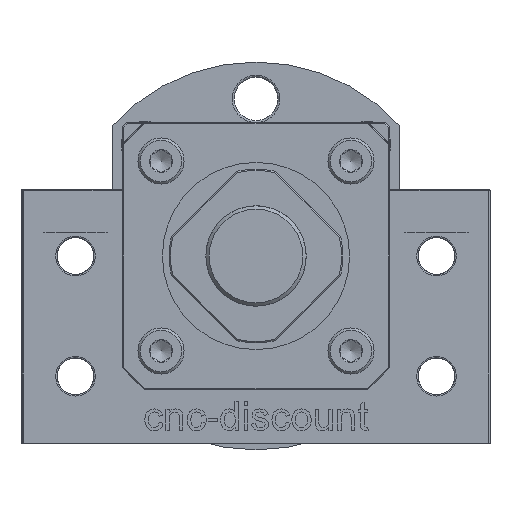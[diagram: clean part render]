
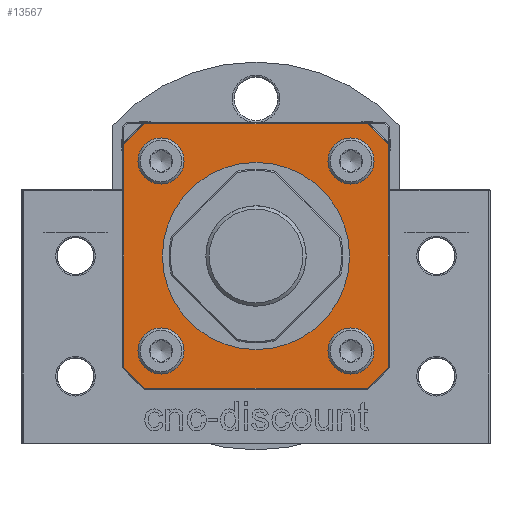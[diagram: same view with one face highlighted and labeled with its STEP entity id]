
A CAD part, front view. The second image highlights one B-rep face of the part: STEP entity #13567.
In plain terms, the highlighted planar face has unit normal (0, -1, 0).
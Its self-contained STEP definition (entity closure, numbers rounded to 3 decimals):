
#2078=LINE('',#27229,#3035);
#2079=LINE('',#27231,#3036);
#2080=LINE('',#27233,#3037);
#2081=LINE('',#27235,#3038);
#2082=LINE('',#27237,#3039);
#2083=LINE('',#27239,#3040);
#2084=LINE('',#27241,#3041);
#2085=LINE('',#27242,#3042);
#3035=VECTOR('',#16603,10.);
#3036=VECTOR('',#16604,10.);
#3037=VECTOR('',#16605,10.);
#3038=VECTOR('',#16606,10.);
#3039=VECTOR('',#16607,10.);
#3040=VECTOR('',#16608,10.);
#3041=VECTOR('',#16609,10.);
#3042=VECTOR('',#16610,10.);
#3308=FACE_BOUND('',#4897,.T.);
#3309=FACE_BOUND('',#4898,.T.);
#3310=FACE_BOUND('',#4899,.T.);
#3311=FACE_BOUND('',#4900,.T.);
#3312=FACE_BOUND('',#4901,.T.);
#4036=FACE_OUTER_BOUND('',#4896,.T.);
#4896=EDGE_LOOP('',(#12352,#12353,#12354,#12355,#12356,#12357,#12358,#12359));
#4897=EDGE_LOOP('',(#12360));
#4898=EDGE_LOOP('',(#12361));
#4899=EDGE_LOOP('',(#12362));
#4900=EDGE_LOOP('',(#12363));
#4901=EDGE_LOOP('',(#12364));
#5174=CIRCLE('',#14259,3.45);
#5175=CIRCLE('',#14261,3.45);
#5176=CIRCLE('',#14263,3.45);
#5177=CIRCLE('',#14265,3.45);
#5179=CIRCLE('',#14269,14.);
#6492=VERTEX_POINT('',#27204);
#6493=VERTEX_POINT('',#27208);
#6494=VERTEX_POINT('',#27212);
#6495=VERTEX_POINT('',#27216);
#6497=VERTEX_POINT('',#27223);
#6498=VERTEX_POINT('',#27227);
#6499=VERTEX_POINT('',#27228);
#6500=VERTEX_POINT('',#27230);
#6501=VERTEX_POINT('',#27232);
#6502=VERTEX_POINT('',#27234);
#6503=VERTEX_POINT('',#27236);
#6504=VERTEX_POINT('',#27238);
#6505=VERTEX_POINT('',#27240);
#8459=EDGE_CURVE('',#6492,#6492,#5174,.T.);
#8461=EDGE_CURVE('',#6493,#6493,#5175,.T.);
#8463=EDGE_CURVE('',#6494,#6494,#5176,.T.);
#8465=EDGE_CURVE('',#6495,#6495,#5177,.T.);
#8467=EDGE_CURVE('',#6497,#6497,#5179,.T.);
#8469=EDGE_CURVE('',#6498,#6499,#2078,.T.);
#8470=EDGE_CURVE('',#6500,#6498,#2079,.T.);
#8471=EDGE_CURVE('',#6501,#6500,#2080,.T.);
#8472=EDGE_CURVE('',#6502,#6501,#2081,.T.);
#8473=EDGE_CURVE('',#6503,#6502,#2082,.T.);
#8474=EDGE_CURVE('',#6504,#6503,#2083,.T.);
#8475=EDGE_CURVE('',#6505,#6504,#2084,.T.);
#8476=EDGE_CURVE('',#6499,#6505,#2085,.T.);
#12352=ORIENTED_EDGE('',*,*,#8469,.F.);
#12353=ORIENTED_EDGE('',*,*,#8470,.F.);
#12354=ORIENTED_EDGE('',*,*,#8471,.F.);
#12355=ORIENTED_EDGE('',*,*,#8472,.F.);
#12356=ORIENTED_EDGE('',*,*,#8473,.F.);
#12357=ORIENTED_EDGE('',*,*,#8474,.F.);
#12358=ORIENTED_EDGE('',*,*,#8475,.F.);
#12359=ORIENTED_EDGE('',*,*,#8476,.F.);
#12360=ORIENTED_EDGE('',*,*,#8465,.F.);
#12361=ORIENTED_EDGE('',*,*,#8463,.F.);
#12362=ORIENTED_EDGE('',*,*,#8461,.F.);
#12363=ORIENTED_EDGE('',*,*,#8459,.F.);
#12364=ORIENTED_EDGE('',*,*,#8467,.T.);
#12847=PLANE('',#14270);
#13567=ADVANCED_FACE('',(#4036,#3308,#3309,#3310,#3311,#3312),#12847,.F.);
#14259=AXIS2_PLACEMENT_3D('',#27206,#16575,#16576);
#14261=AXIS2_PLACEMENT_3D('',#27210,#16580,#16581);
#14263=AXIS2_PLACEMENT_3D('',#27214,#16585,#16586);
#14265=AXIS2_PLACEMENT_3D('',#27218,#16590,#16591);
#14269=AXIS2_PLACEMENT_3D('',#27224,#16598,#16599);
#14270=AXIS2_PLACEMENT_3D('',#27226,#16601,#16602);
#16575=DIRECTION('center_axis',(0.,-1.,0.));
#16576=DIRECTION('ref_axis',(1.,0.,0.));
#16580=DIRECTION('center_axis',(0.,-1.,0.));
#16581=DIRECTION('ref_axis',(1.,0.,0.));
#16585=DIRECTION('center_axis',(0.,-1.,0.));
#16586=DIRECTION('ref_axis',(1.,0.,0.));
#16590=DIRECTION('center_axis',(0.,-1.,0.));
#16591=DIRECTION('ref_axis',(1.,0.,0.));
#16598=DIRECTION('center_axis',(0.,1.,0.));
#16599=DIRECTION('ref_axis',(1.,0.,0.));
#16601=DIRECTION('center_axis',(0.,1.,0.));
#16602=DIRECTION('ref_axis',(1.,0.,0.));
#16603=DIRECTION('',(0.,0.,-1.));
#16604=DIRECTION('',(0.707,0.,-0.707));
#16605=DIRECTION('',(1.,0.,0.));
#16606=DIRECTION('',(0.707,0.,0.707));
#16607=DIRECTION('',(0.,0.,1.));
#16608=DIRECTION('',(-0.707,0.,0.707));
#16609=DIRECTION('',(-1.,0.,0.));
#16610=DIRECTION('',(-0.707,0.,-0.707));
#27204=CARTESIAN_POINT('',(17.344,-6.,13.794));
#27206=CARTESIAN_POINT('Origin',(20.794,-6.,13.794));
#27208=CARTESIAN_POINT('',(45.756,-6.,42.206));
#27210=CARTESIAN_POINT('Origin',(49.206,-6.,42.206));
#27212=CARTESIAN_POINT('',(17.344,-6.,42.206));
#27214=CARTESIAN_POINT('Origin',(20.794,-6.,42.206));
#27216=CARTESIAN_POINT('',(45.756,-6.,13.794));
#27218=CARTESIAN_POINT('Origin',(49.206,-6.,13.794));
#27223=CARTESIAN_POINT('',(21.,-6.,28.));
#27224=CARTESIAN_POINT('Origin',(35.,-6.,28.));
#27226=CARTESIAN_POINT('Origin',(35.,-6.,28.));
#27227=CARTESIAN_POINT('',(54.8,-6.,44.634));
#27228=CARTESIAN_POINT('',(54.8,-6.,11.366));
#27229=CARTESIAN_POINT('',(54.8,-6.,36.358));
#27230=CARTESIAN_POINT('',(51.634,-6.,47.8));
#27231=CARTESIAN_POINT('',(52.396,-6.,47.038));
#27232=CARTESIAN_POINT('',(18.366,-6.,47.8));
#27233=CARTESIAN_POINT('',(26.642,-6.,47.8));
#27234=CARTESIAN_POINT('',(15.2,-6.,44.634));
#27235=CARTESIAN_POINT('',(15.962,-6.,45.396));
#27236=CARTESIAN_POINT('',(15.2,-6.,11.366));
#27237=CARTESIAN_POINT('',(15.2,-6.,19.642));
#27238=CARTESIAN_POINT('',(18.366,-6.,8.2));
#27239=CARTESIAN_POINT('',(17.604,-6.,8.962));
#27240=CARTESIAN_POINT('',(51.634,-6.,8.2));
#27241=CARTESIAN_POINT('',(43.358,-6.,8.2));
#27242=CARTESIAN_POINT('',(54.038,-6.,10.604));
